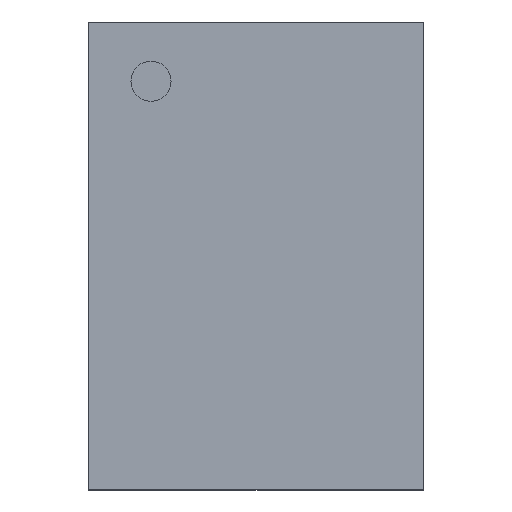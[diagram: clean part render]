
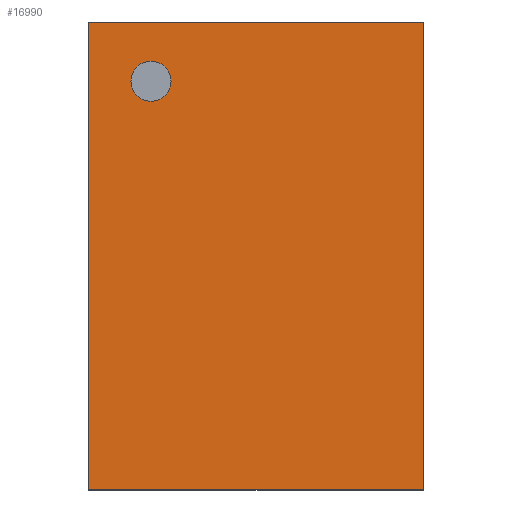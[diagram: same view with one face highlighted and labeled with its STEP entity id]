
A CAD part, top view. The second image highlights one B-rep face of the part: STEP entity #16990.
In plain terms, the highlighted planar face has unit normal (0, 0, 1).
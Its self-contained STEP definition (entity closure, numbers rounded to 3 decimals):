
#1746 = CARTESIAN_POINT ( 'NONE',  ( 537.156, 144.573, 1.5 ) ) ;
#1894 = DIRECTION ( 'NONE',  ( 0., 0., 1. ) ) ;
#2217 = PLANE ( 'NONE',  #11772 ) ;
#2775 = ORIENTED_EDGE ( 'NONE', *, *, #14204, .F. ) ;
#3327 = LINE ( 'NONE', #11936, #19731 ) ;
#3354 = DIRECTION ( 'NONE',  ( 1., 0., 0. ) ) ;
#3688 = CARTESIAN_POINT ( 'NONE',  ( 536.692, 141.516, 1.5 ) ) ;
#3829 = DIRECTION ( 'NONE',  ( 0., 0., 1. ) ) ;
#4207 = VECTOR ( 'NONE', #16865, 1000. ) ;
#4548 = DIRECTION ( 'NONE',  ( 0., 1., 0. ) ) ;
#4696 = VERTEX_POINT ( 'NONE', #19848 ) ;
#4706 = ORIENTED_EDGE ( 'NONE', *, *, #19475, .F. ) ;
#4857 = VERTEX_POINT ( 'NONE', #14680 ) ;
#5200 = LINE ( 'NONE', #15260, #4207 ) ;
#5369 = CARTESIAN_POINT ( 'NONE',  ( 539.192, 145.016, 1.5 ) ) ;
#5663 = EDGE_LOOP ( 'NONE', ( #18108, #7683, #7360, #18364 ) ) ;
#6031 = FACE_BOUND ( 'NONE', #20193, .T. ) ;
#7360 = ORIENTED_EDGE ( 'NONE', *, *, #8129, .F. ) ;
#7683 = ORIENTED_EDGE ( 'NONE', *, *, #9041, .F. ) ;
#7989 = AXIS2_PLACEMENT_3D ( 'NONE', #11355, #1894, #12973 ) ;
#8129 = EDGE_CURVE ( 'NONE', #10677, #13972, #14999, .T. ) ;
#8240 = LINE ( 'NONE', #9221, #16222 ) ;
#8495 = CARTESIAN_POINT ( 'NONE',  ( 0., 0., 1.5 ) ) ;
#8884 = EDGE_CURVE ( 'NONE', #4857, #12173, #3327, .T. ) ;
#9041 = EDGE_CURVE ( 'NONE', #13972, #4857, #8240, .T. ) ;
#9221 = CARTESIAN_POINT ( 'NONE',  ( 536.692, 145.016, 1.5 ) ) ;
#10018 = CIRCLE ( 'NONE', #14017, 0.15 ) ;
#10677 = VERTEX_POINT ( 'NONE', #12540 ) ;
#11355 = CARTESIAN_POINT ( 'NONE',  ( 537.156, 144.573, 1.5 ) ) ;
#11772 = AXIS2_PLACEMENT_3D ( 'NONE', #8495, #3829, #14887 ) ;
#11936 = CARTESIAN_POINT ( 'NONE',  ( 539.192, 145.016, 1.5 ) ) ;
#12156 = VERTEX_POINT ( 'NONE', #13189 ) ;
#12173 = VERTEX_POINT ( 'NONE', #5369 ) ;
#12540 = CARTESIAN_POINT ( 'NONE',  ( 539.192, 141.516, 1.5 ) ) ;
#12819 = DIRECTION ( 'NONE',  ( 0., 0., 1. ) ) ;
#12973 = DIRECTION ( 'NONE',  ( 1., 0., 0. ) ) ;
#13189 = CARTESIAN_POINT ( 'NONE',  ( 537.306, 144.573, 1.5 ) ) ;
#13471 = FACE_OUTER_BOUND ( 'NONE', #5663, .T. ) ;
#13534 = DIRECTION ( 'NONE',  ( 1., 0., 0. ) ) ;
#13972 = VERTEX_POINT ( 'NONE', #17024 ) ;
#14017 = AXIS2_PLACEMENT_3D ( 'NONE', #1746, #12819, #3354 ) ;
#14204 = EDGE_CURVE ( 'NONE', #4696, #12156, #10018, .T. ) ;
#14392 = CIRCLE ( 'NONE', #7989, 0.15 ) ;
#14680 = CARTESIAN_POINT ( 'NONE',  ( 536.692, 145.016, 1.5 ) ) ;
#14887 = DIRECTION ( 'NONE',  ( 1., 0., 0. ) ) ;
#14999 = LINE ( 'NONE', #3688, #18259 ) ;
#15260 = CARTESIAN_POINT ( 'NONE',  ( 539.192, 141.516, 1.5 ) ) ;
#16222 = VECTOR ( 'NONE', #4548, 1000. ) ;
#16386 = DIRECTION ( 'NONE',  ( -1., 0., 0. ) ) ;
#16865 = DIRECTION ( 'NONE',  ( 0., -1., 0. ) ) ;
#16990 = ADVANCED_FACE ( 'NONE', ( #6031, #13471 ), #2217, .T. ) ;
#17024 = CARTESIAN_POINT ( 'NONE',  ( 536.692, 141.516, 1.5 ) ) ;
#18108 = ORIENTED_EDGE ( 'NONE', *, *, #8884, .F. ) ;
#18259 = VECTOR ( 'NONE', #16386, 1000. ) ;
#18364 = ORIENTED_EDGE ( 'NONE', *, *, #19808, .F. ) ;
#19475 = EDGE_CURVE ( 'NONE', #12156, #4696, #14392, .T. ) ;
#19731 = VECTOR ( 'NONE', #13534, 1000. ) ;
#19808 = EDGE_CURVE ( 'NONE', #12173, #10677, #5200, .T. ) ;
#19848 = CARTESIAN_POINT ( 'NONE',  ( 537.006, 144.573, 1.5 ) ) ;
#20193 = EDGE_LOOP ( 'NONE', ( #4706, #2775 ) ) ;
